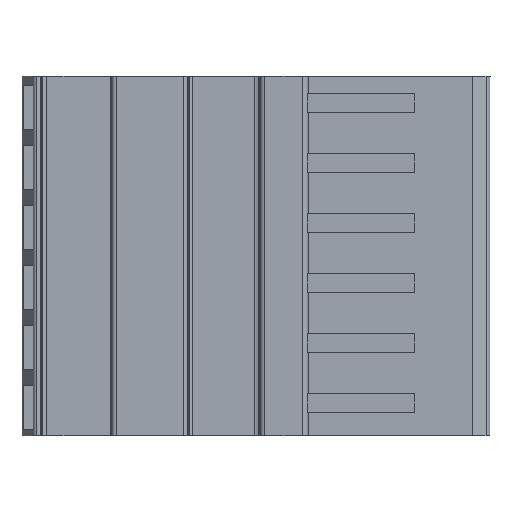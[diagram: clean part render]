
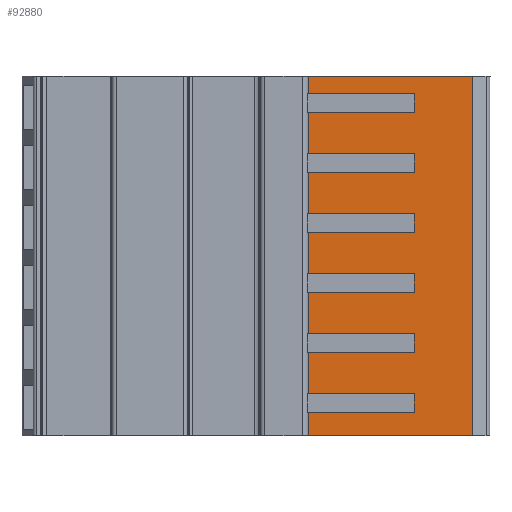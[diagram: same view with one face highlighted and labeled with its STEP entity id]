
A CAD part, left-side view. The second image highlights one B-rep face of the part: STEP entity #92880.
In plain terms, the highlighted planar face has unit normal (-1, 0, 0).
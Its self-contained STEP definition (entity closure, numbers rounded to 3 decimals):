
#20280=CARTESIAN_POINT('',(2.161,-32.63,
48.74));
#20290=VERTEX_POINT('',#20280);
#20320=CARTESIAN_POINT('',(2.161,-32.63,
0.02));
#20330=DIRECTION('',(0.,0.,1.));
#20340=VECTOR('',#20330,1.);
#20350=LINE('',#20320,#20340);
#20360=CARTESIAN_POINT('',(2.161,-32.63,
79.64));
#20370=VERTEX_POINT('',#20360);
#20380=EDGE_CURVE('',#20290,#20370,#20350,.T.);
#90200=CARTESIAN_POINT('',(2.161,12.32,
79.64));
#90210=DIRECTION('',(0.,-1.,0.));
#90220=VECTOR('',#90210,1.);
#90230=LINE('',#90200,#90220);
#90240=CARTESIAN_POINT('',(2.161,-18.53,
79.64));
#90250=VERTEX_POINT('',#90240);
#90260=EDGE_CURVE('',#90250,#20370,#90230,.T.);
#92650=CARTESIAN_POINT('',(2.161,-19.03,
74.49));
#92660=DIRECTION('',(1.,0.,0.));
#92670=DIRECTION('',(0.,1.,0.));
#92680=AXIS2_PLACEMENT_3D('',#92650,#92660,#92670);
#92690=PLANE('',#92680);
#92700=CARTESIAN_POINT('',(2.161,12.32,
48.74));
#92710=DIRECTION('',(0.,-1.,0.));
#92720=VECTOR('',#92710,1.);
#92730=LINE('',#92700,#92720);
#92740=CARTESIAN_POINT('',(2.161,-18.53,
48.74));
#92750=VERTEX_POINT('',#92740);
#92760=EDGE_CURVE('',#92750,#20290,#92730,.T.);
#92770=ORIENTED_EDGE('',*,*,#92760,.T.);
#92780=CARTESIAN_POINT('',(2.161,-18.53,
20.62));
#92790=DIRECTION('',(0.,0.,-1.));
#92800=VECTOR('',#92790,1.);
#92810=LINE('',#92780,#92800);
#92820=EDGE_CURVE('',#90250,#92750,#92810,.T.);
#92830=ORIENTED_EDGE('',*,*,#92820,.T.);
#92840=ORIENTED_EDGE('',*,*,#90260,.F.);
#92850=ORIENTED_EDGE('',*,*,#20380,.T.);
#92860=EDGE_LOOP('',(#92850,#92840,#92830,#92770));
#92870=FACE_OUTER_BOUND('',#92860,.T.);
#92880=ADVANCED_FACE('',(#92870),#92690,.F.);
